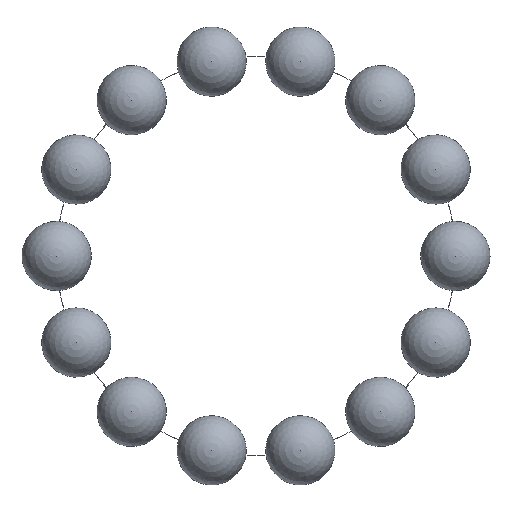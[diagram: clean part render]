
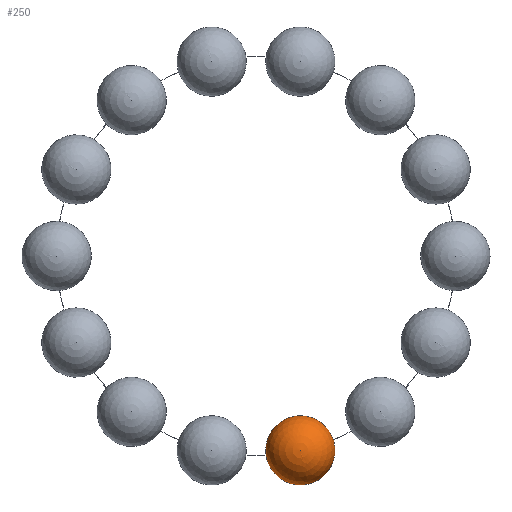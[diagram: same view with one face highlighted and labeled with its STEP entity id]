
A CAD part, front view. The second image highlights one B-rep face of the part: STEP entity #250.
In plain terms, the highlighted spherical face has radius 5.556 mm.
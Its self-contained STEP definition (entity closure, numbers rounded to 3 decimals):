
#111 = EDGE_CURVE ( 'NONE', #1358, #1543, #1317, .T. ) ;
#163 = DIRECTION ( 'NONE',  ( 0., -1., 0. ) ) ;
#167 = CARTESIAN_POINT ( 'NONE',  ( 1.704, 11., -32.434 ) ) ;
#226 = DIRECTION ( 'NONE',  ( 0., 0., 1. ) ) ;
#236 = CARTESIAN_POINT ( 'NONE',  ( 12.537, 11., -29.961 ) ) ;
#243 = AXIS2_PLACEMENT_3D ( 'NONE', #889, #1465, #1344 ) ;
#250 = ADVANCED_FACE ( 'NONE', ( #1757 ), #1150, .T. ) ;
#335 = ORIENTED_EDGE ( 'NONE', *, *, #1790, .F. ) ;
#375 = EDGE_CURVE ( 'NONE', #1238, #1615, #1755, .T. ) ;
#402 = AXIS2_PLACEMENT_3D ( 'NONE', #1640, #163, #464 ) ;
#412 = CARTESIAN_POINT ( 'NONE',  ( 7.121, 11., -31.198 ) ) ;
#430 = CARTESIAN_POINT ( 'NONE',  ( 1.618, 10.989, -31.966 ) ) ;
#464 = DIRECTION ( 'NONE',  ( 0., 0., -1. ) ) ;
#505 = EDGE_LOOP ( 'NONE', ( #1812, #825, #1131, #1460, #335, #1749 ) ) ;
#559 = AXIS2_PLACEMENT_3D ( 'NONE', #621, #1064, #226 ) ;
#566 = CARTESIAN_POINT ( 'NONE',  ( 1.619, 11., -31.97 ) ) ;
#570 = CARTESIAN_POINT ( 'NONE',  ( 12.406, 11., -29.485 ) ) ;
#581 = CARTESIAN_POINT ( 'NONE',  ( 12.413, 10.996, -29.506 ) ) ;
#621 = CARTESIAN_POINT ( 'NONE',  ( 7.121, 11., -31.198 ) ) ;
#714 = DIRECTION ( 'NONE',  ( 0.223, 0., -0.975 ) ) ;
#825 = ORIENTED_EDGE ( 'NONE', *, *, #1454, .T. ) ;
#889 = CARTESIAN_POINT ( 'NONE',  ( 7.121, 11., -31.198 ) ) ;
#902 = AXIS2_PLACEMENT_3D ( 'NONE', #412, #1002, #1300 ) ;
#958 = CIRCLE ( 'NONE', #559, 5.556 ) ;
#989 = CARTESIAN_POINT ( 'NONE',  ( 1.616, 11., -31.948 ) ) ;
#1002 = DIRECTION ( 'NONE',  ( 0., 1., 0. ) ) ;
#1006 = EDGE_CURVE ( 'NONE', #1043, #1238, #1083, .T. ) ;
#1009 = CARTESIAN_POINT ( 'NONE',  ( 1.619, 10.996, -31.97 ) ) ;
#1031 = CARTESIAN_POINT ( 'NONE',  ( 12.413, 11., -29.506 ) ) ;
#1043 = VERTEX_POINT ( 'NONE', #570 ) ;
#1064 = DIRECTION ( 'NONE',  ( 0., 1., 0. ) ) ;
#1083 = B_SPLINE_CURVE_WITH_KNOTS ( 'NONE', 3,
 ( #1333, #1776, #1604, #1626, #581, #1031 ),
 .UNSPECIFIED., .F., .F.,
 ( 4, 2, 4 ),
 ( 0.5, 0.75, 1. ),
 .UNSPECIFIED. ) ;
#1101 = AXIS2_PLACEMENT_3D ( 'NONE', #1291, #1902, #714 ) ;
#1104 = EDGE_CURVE ( 'NONE', #1833, #1358, #958, .T. ) ;
#1119 = CARTESIAN_POINT ( 'NONE',  ( 1.616, 10.996, -31.948 ) ) ;
#1131 = ORIENTED_EDGE ( 'NONE', *, *, #375, .F. ) ;
#1150 = SPHERICAL_SURFACE ( 'NONE', #1101, 5.556 ) ;
#1238 = VERTEX_POINT ( 'NONE', #1284 ) ;
#1284 = CARTESIAN_POINT ( 'NONE',  ( 12.413, 11., -29.506 ) ) ;
#1291 = CARTESIAN_POINT ( 'NONE',  ( 7.121, 11., -31.198 ) ) ;
#1300 = DIRECTION ( 'NONE',  ( 0., 0., 1. ) ) ;
#1317 = B_SPLINE_CURVE_WITH_KNOTS ( 'NONE', 3,
 ( #566, #1009, #430, #1871, #1119, #989 ),
 .UNSPECIFIED., .F., .F.,
 ( 4, 2, 4 ),
 ( 0., 0.25, 0.5 ),
 .UNSPECIFIED. ) ;
#1326 = CIRCLE ( 'NONE', #402, 5.556 ) ;
#1333 = CARTESIAN_POINT ( 'NONE',  ( 12.406, 11., -29.485 ) ) ;
#1344 = DIRECTION ( 'NONE',  ( 0., 0., 1. ) ) ;
#1358 = VERTEX_POINT ( 'NONE', #1925 ) ;
#1454 = EDGE_CURVE ( 'NONE', #1833, #1615, #1326, .T. ) ;
#1460 = ORIENTED_EDGE ( 'NONE', *, *, #1006, .F. ) ;
#1465 = DIRECTION ( 'NONE',  ( 0., 1., 0. ) ) ;
#1543 = VERTEX_POINT ( 'NONE', #1879 ) ;
#1604 = CARTESIAN_POINT ( 'NONE',  ( 12.407, 10.989, -29.489 ) ) ;
#1615 = VERTEX_POINT ( 'NONE', #236 ) ;
#1626 = CARTESIAN_POINT ( 'NONE',  ( 12.412, 10.989, -29.503 ) ) ;
#1640 = CARTESIAN_POINT ( 'NONE',  ( 7.121, 11., -31.198 ) ) ;
#1749 = ORIENTED_EDGE ( 'NONE', *, *, #111, .F. ) ;
#1755 = CIRCLE ( 'NONE', #243, 5.556 ) ;
#1757 = FACE_OUTER_BOUND ( 'NONE', #505, .T. ) ;
#1773 = CIRCLE ( 'NONE', #902, 5.556 ) ;
#1776 = CARTESIAN_POINT ( 'NONE',  ( 12.406, 10.996, -29.485 ) ) ;
#1790 = EDGE_CURVE ( 'NONE', #1543, #1043, #1773, .T. ) ;
#1812 = ORIENTED_EDGE ( 'NONE', *, *, #1104, .F. ) ;
#1833 = VERTEX_POINT ( 'NONE', #167 ) ;
#1871 = CARTESIAN_POINT ( 'NONE',  ( 1.616, 10.989, -31.952 ) ) ;
#1879 = CARTESIAN_POINT ( 'NONE',  ( 1.616, 11., -31.948 ) ) ;
#1902 = DIRECTION ( 'NONE',  ( 0., 1., 0. ) ) ;
#1925 = CARTESIAN_POINT ( 'NONE',  ( 1.619, 11., -31.97 ) ) ;
